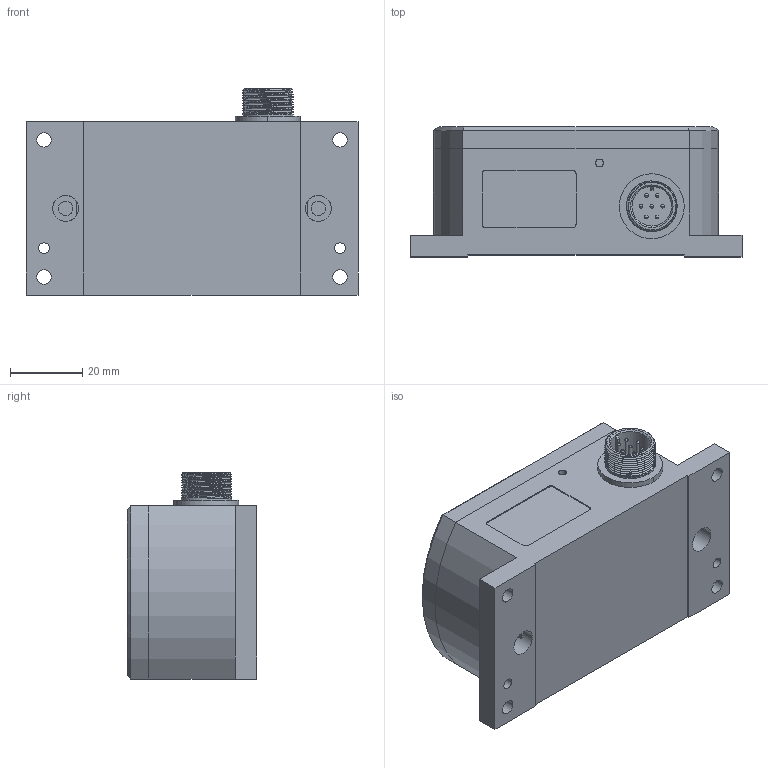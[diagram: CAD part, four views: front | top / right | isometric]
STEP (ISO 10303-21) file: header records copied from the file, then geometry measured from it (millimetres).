
FILE_DESCRIPTION((''),'2;1');
FILE_NAME('ACA628T_ASM','2023-03-24T08:57:50',('Administrator'),(''),'CREO PARAMETRIC BY PTC INC, 2016510','CREO PARAMETRIC BY PTC INC, 2016510','');
FILE_SCHEMA(('CONFIG_CONTROL_DESIGN'));
Length unit declared in the file: millimetre
Products named in the file (4): ACA628T; M12; ACA628T00; ACA628T_ASM
Assembly tree (3 placements, depth 2):
  ACA628T_ASM
    ACA628T
    M12
    ACA628T00
Bounding box: 92 x 36 x 57.1 mm (x, y, z)
Volume: 128813.3 mm3; surface area: 29517.4 mm2
Topology: 3 solids, 7 shells, 199 faces, 472 edges, 300 vertices
Faces by surface type: cylinder 104, plane 65, sphere 14, bspline 11, cone 5
Entity records: 8714 total; most frequent: CARTESIAN_POINT 4032, DIRECTION 978, ORIENTED_EDGE 916, EDGE_CURVE 458, AXIS2_PLACEMENT_3D 392, VERTEX_POINT 300, EDGE_LOOP 242, FACE_OUTER_BOUND 199
